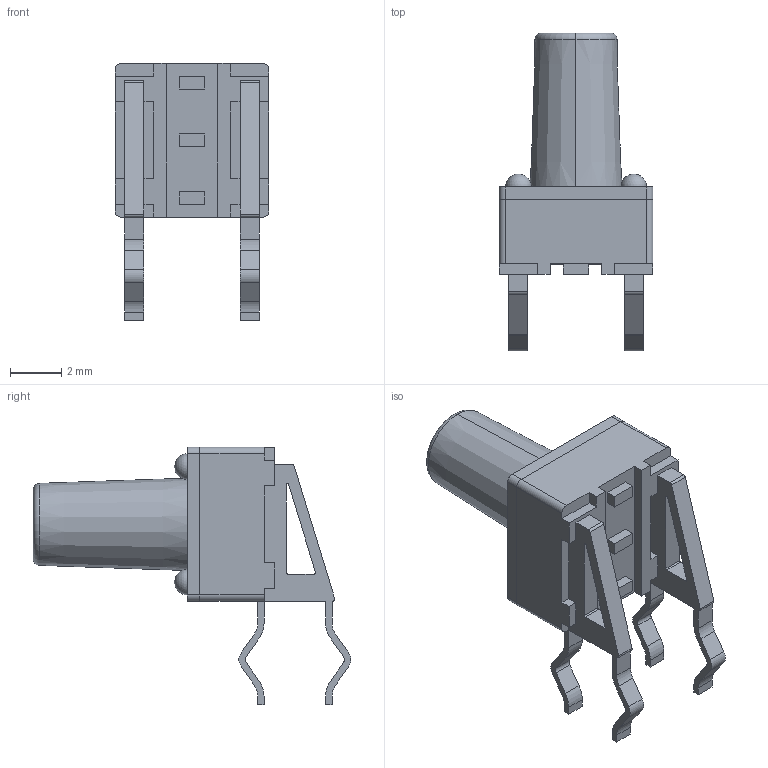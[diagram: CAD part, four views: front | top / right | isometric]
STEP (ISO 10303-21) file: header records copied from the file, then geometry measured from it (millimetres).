
FILE_DESCRIPTION (( 'STEP AP214' ), '1' );
FILE_NAME ('User Library-Pushbutton - dik.STEP', '2017-03-26T13:16:40', ( 'Windows User' ), ( '' ), 'SwSTEP 2.0', 'SolidWorks 2017', '' );
FILE_SCHEMA (( 'AUTOMOTIVE_DESIGN' ));
Length unit declared in the file: millimetre
Products named in the file (1): User Library-Pushbutton - dik
Bounding box: 6 x 12.38 x 10.03 mm (x, y, z)
Volume: 183.1 mm3; surface area: 307.3 mm2
Topology: 1 solids, 1 shells, 169 faces, 475 edges, 312 vertices
Faces by surface type: plane 118, cylinder 43, sphere 4, torus 2, cone 2
Entity records: 7213 total; most frequent: CARTESIAN_POINT 937, ORIENTED_EDGE 926, DIRECTION 901, EDGE_CURVE 463, VECTOR 365, LINE 365, VERTEX_POINT 304, AXIS2_PLACEMENT_3D 268
